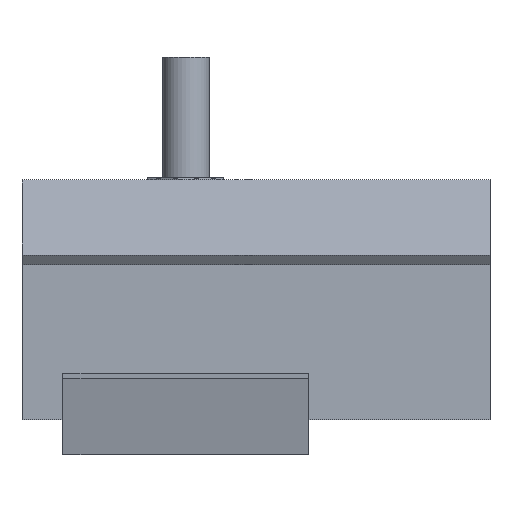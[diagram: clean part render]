
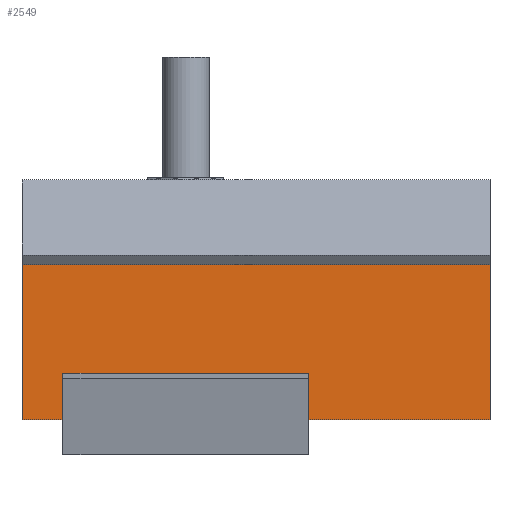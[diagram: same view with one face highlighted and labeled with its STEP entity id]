
A CAD part, left-side view. The second image highlights one B-rep face of the part: STEP entity #2549.
In plain terms, the highlighted face is planar.
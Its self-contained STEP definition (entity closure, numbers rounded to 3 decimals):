
#99 = VERTEX_POINT ( 'NONE', #339 ) ;
#212 = VERTEX_POINT ( 'NONE', #3306 ) ;
#317 = CARTESIAN_POINT ( 'NONE',  ( 0., 0., 80. ) ) ;
#322 = AXIS2_PLACEMENT_3D ( 'NONE', #317, #2767, #4001 ) ;
#328 = ORIENTED_EDGE ( 'NONE', *, *, #4800, .F. ) ;
#339 = CARTESIAN_POINT ( 'NONE',  ( 0., -36., 80. ) ) ;
#422 = CARTESIAN_POINT ( 'NONE',  ( 0., 0., 80. ) ) ;
#560 = VERTEX_POINT ( 'NONE', #3165 ) ;
#620 = LINE ( 'NONE', #3963, #3761 ) ;
#845 = VECTOR ( 'NONE', #4982, 1000. ) ;
#890 = CARTESIAN_POINT ( 'NONE',  ( 0., 0., 80. ) ) ;
#1040 = VERTEX_POINT ( 'NONE', #2961 ) ;
#1183 = VERTEX_POINT ( 'NONE', #2734 ) ;
#1261 = EDGE_LOOP ( 'NONE', ( #4619, #2100, #1641, #4660, #328, #5416 ) ) ;
#1309 = LINE ( 'NONE', #890, #4200 ) ;
#1406 = EDGE_CURVE ( 'NONE', #1183, #99, #2447, .T. ) ;
#1416 = EDGE_CURVE ( 'NONE', #1040, #560, #3780, .T. ) ;
#1629 = EDGE_CURVE ( 'NONE', #212, #1040, #620, .T. ) ;
#1641 = ORIENTED_EDGE ( 'NONE', *, *, #2376, .T. ) ;
#1705 = LINE ( 'NONE', #422, #4742 ) ;
#1721 = CARTESIAN_POINT ( 'NONE',  ( 0., 0., 0. ) ) ;
#1997 = CARTESIAN_POINT ( 'NONE',  ( 0., -36., 80. ) ) ;
#2100 = ORIENTED_EDGE ( 'NONE', *, *, #4834, .F. ) ;
#2376 = EDGE_CURVE ( 'NONE', #3258, #1183, #1309, .T. ) ;
#2399 = FACE_OUTER_BOUND ( 'NONE', #1261, .T. ) ;
#2447 = LINE ( 'NONE', #1997, #845 ) ;
#2549 = ADVANCED_FACE ( 'NONE', ( #2399 ), #4133, .T. ) ;
#2734 = CARTESIAN_POINT ( 'NONE',  ( 0., -34.5, 80. ) ) ;
#2767 = DIRECTION ( 'NONE',  ( 1., 0., 0. ) ) ;
#2803 = VECTOR ( 'NONE', #4208, 1000. ) ;
#2887 = VECTOR ( 'NONE', #4613, 1000. ) ;
#2941 = CARTESIAN_POINT ( 'NONE',  ( 0., -36., 80. ) ) ;
#2961 = CARTESIAN_POINT ( 'NONE',  ( 0., -34.5, 0. ) ) ;
#3016 = LINE ( 'NONE', #2941, #2803 ) ;
#3165 = CARTESIAN_POINT ( 'NONE',  ( 0., -36., 0. ) ) ;
#3258 = VERTEX_POINT ( 'NONE', #5377 ) ;
#3306 = CARTESIAN_POINT ( 'NONE',  ( 0., 0., 0. ) ) ;
#3758 = DIRECTION ( 'NONE',  ( 0., 0., -1. ) ) ;
#3761 = VECTOR ( 'NONE', #3987, 1000. ) ;
#3780 = LINE ( 'NONE', #1721, #2887 ) ;
#3963 = CARTESIAN_POINT ( 'NONE',  ( 0., 0., 0. ) ) ;
#3987 = DIRECTION ( 'NONE',  ( 0., -1., 0. ) ) ;
#4001 = DIRECTION ( 'NONE',  ( 0., 1., 0. ) ) ;
#4133 = PLANE ( 'NONE',  #322 ) ;
#4200 = VECTOR ( 'NONE', #4601, 1000. ) ;
#4208 = DIRECTION ( 'NONE',  ( 0., 0., 1. ) ) ;
#4601 = DIRECTION ( 'NONE',  ( 0., -1., 0. ) ) ;
#4613 = DIRECTION ( 'NONE',  ( 0., -1., 0. ) ) ;
#4619 = ORIENTED_EDGE ( 'NONE', *, *, #1629, .F. ) ;
#4660 = ORIENTED_EDGE ( 'NONE', *, *, #1406, .T. ) ;
#4742 = VECTOR ( 'NONE', #3758, 1000. ) ;
#4800 = EDGE_CURVE ( 'NONE', #560, #99, #3016, .T. ) ;
#4834 = EDGE_CURVE ( 'NONE', #3258, #212, #1705, .T. ) ;
#4982 = DIRECTION ( 'NONE',  ( 0., -1., 0. ) ) ;
#5377 = CARTESIAN_POINT ( 'NONE',  ( 0., 0., 80. ) ) ;
#5416 = ORIENTED_EDGE ( 'NONE', *, *, #1416, .F. ) ;
